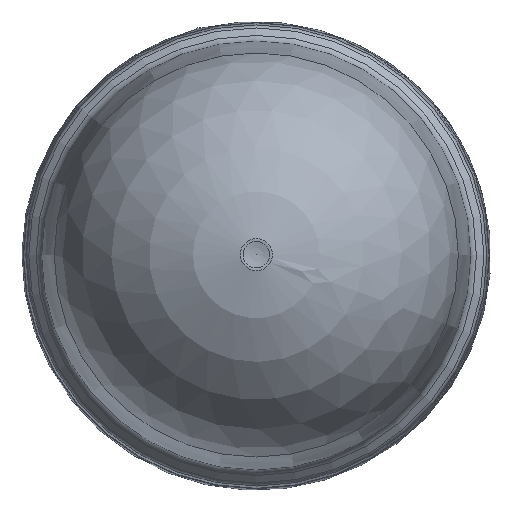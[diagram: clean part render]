
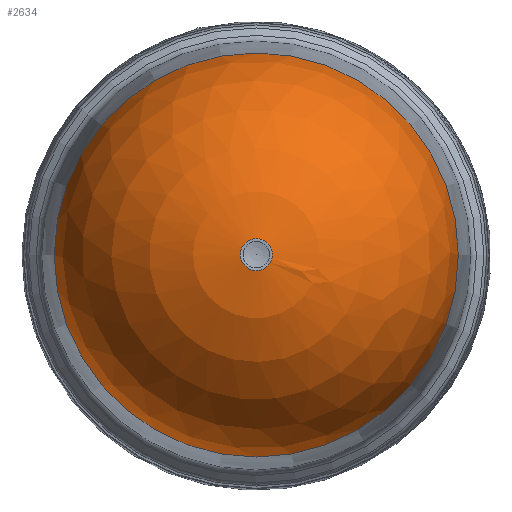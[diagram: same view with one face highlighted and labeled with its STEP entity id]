
A CAD part, top view. The second image highlights one B-rep face of the part: STEP entity #2634.
In plain terms, the highlighted spherical face has radius 51.794 mm.
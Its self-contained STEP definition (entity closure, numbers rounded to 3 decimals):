
#15=SPHERICAL_SURFACE('',#2922,51.794);
#747=CIRCLE('',#2913,4.093);
#748=CIRCLE('',#2914,4.093);
#753=CIRCLE('',#2919,4.093);
#755=CIRCLE('',#2923,51.794);
#756=CIRCLE('',#2924,51.723);
#757=CIRCLE('',#2925,51.723);
#896=FACE_OUTER_BOUND('',#1047,.T.);
#1047=EDGE_LOOP('',(#2446,#2447,#2448,#2449,#2450,#2451,#2452));
#1345=VERTEX_POINT('',#5005);
#1346=VERTEX_POINT('',#5006);
#1347=VERTEX_POINT('',#5008);
#1352=VERTEX_POINT('',#5022);
#1353=VERTEX_POINT('',#5024);
#1712=EDGE_CURVE('',#1345,#1346,#747,.T.);
#1713=EDGE_CURVE('',#1346,#1347,#748,.T.);
#1718=EDGE_CURVE('',#1347,#1345,#753,.T.);
#1720=EDGE_CURVE('',#1346,#1352,#755,.T.);
#1721=EDGE_CURVE('',#1353,#1352,#756,.T.);
#1722=EDGE_CURVE('',#1352,#1353,#757,.T.);
#2446=ORIENTED_EDGE('',*,*,#1712,.F.);
#2447=ORIENTED_EDGE('',*,*,#1718,.F.);
#2448=ORIENTED_EDGE('',*,*,#1713,.F.);
#2449=ORIENTED_EDGE('',*,*,#1720,.T.);
#2450=ORIENTED_EDGE('',*,*,#1721,.F.);
#2451=ORIENTED_EDGE('',*,*,#1722,.F.);
#2452=ORIENTED_EDGE('',*,*,#1720,.F.);
#2634=ADVANCED_FACE('',(#896),#15,.T.);
#2913=AXIS2_PLACEMENT_3D('',#5007,#3615,#3616);
#2914=AXIS2_PLACEMENT_3D('',#5009,#3617,#3618);
#2919=AXIS2_PLACEMENT_3D('',#5017,#3627,#3628);
#2922=AXIS2_PLACEMENT_3D('',#5021,#3633,#3634);
#2923=AXIS2_PLACEMENT_3D('',#5023,#3635,#3636);
#2924=AXIS2_PLACEMENT_3D('',#5025,#3637,#3638);
#2925=AXIS2_PLACEMENT_3D('',#5026,#3639,#3640);
#3615=DIRECTION('center_axis',(0.,0.,
1.));
#3616=DIRECTION('ref_axis',(0.342,0.94,0.));
#3617=DIRECTION('center_axis',(0.,0.,
1.));
#3618=DIRECTION('ref_axis',(0.342,0.94,0.));
#3627=DIRECTION('center_axis',(0.,0.,
1.));
#3628=DIRECTION('ref_axis',(0.342,0.94,0.));
#3633=DIRECTION('center_axis',(0.,0.,
1.));
#3634=DIRECTION('ref_axis',(-0.94,0.342,0.));
#3635=DIRECTION('center_axis',(0.342,0.94,0.));
#3636=DIRECTION('ref_axis',(0.94,-0.342,0.));
#3637=DIRECTION('center_axis',(0.,0.,-1.));
#3638=DIRECTION('ref_axis',(-0.94,0.342,0.));
#3639=DIRECTION('center_axis',(0.,0.,-1.));
#3640=DIRECTION('ref_axis',(-0.94,0.342,0.));
#5005=CARTESIAN_POINT('',(-1.4,-3.847,130.038));
#5006=CARTESIAN_POINT('',(3.847,-1.4,130.038));
#5007=CARTESIAN_POINT('Origin',(0.,0.,
130.038));
#5008=CARTESIAN_POINT('',(-3.847,1.4,130.038));
#5009=CARTESIAN_POINT('Origin',(0.,0.,
130.038));
#5017=CARTESIAN_POINT('Origin',(0.,0.,
130.038));
#5021=CARTESIAN_POINT('Origin',(0.,0.,
78.406));
#5022=CARTESIAN_POINT('',(48.604,-17.69,81.117));
#5023=CARTESIAN_POINT('Origin',(0.,0.,
78.406));
#5024=CARTESIAN_POINT('',(-48.604,17.69,81.117));
#5025=CARTESIAN_POINT('Origin',(0.,0.,81.117));
#5026=CARTESIAN_POINT('Origin',(0.,0.,81.117));
